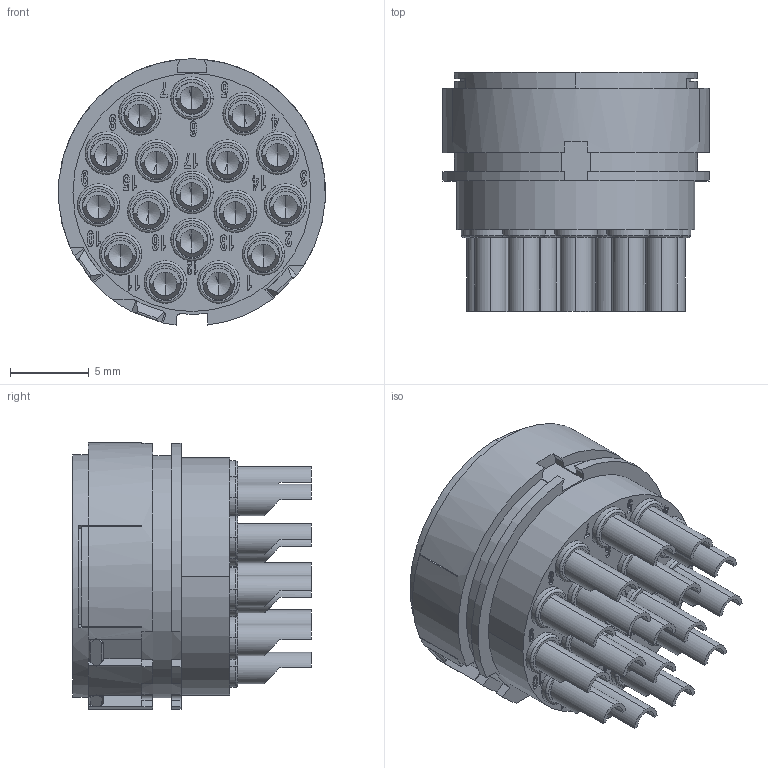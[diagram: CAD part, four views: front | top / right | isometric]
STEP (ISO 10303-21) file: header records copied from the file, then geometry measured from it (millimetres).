
FILE_DESCRIPTION((''),'2;1');
FILE_NAME('HR23-017-MST','2017-07-24T',('tc.chen'),(''),'PRO/ENGINEER BY PARAMETRIC TECHNOLOGY CORPORATION, 2012480','PRO/ENGINEER BY PARAMETRIC TECHNOLOGY CORPORATION, 2012480','');
FILE_SCHEMA(('AUTOMOTIVE_DESIGN { 1 0 10303 214 1 1 1 1 }'));
Length unit declared in the file: millimetre
Products named in the file (1): HR23-017-MST
Bounding box: 16.96 x 15.2 x 16.94 mm (x, y, z)
Volume: 1840.6 mm3; surface area: 4899.5 mm2
Topology: 1 solids, 1 shells, 1958 faces, 5619 edges, 3679 vertices
Faces by surface type: plane 846, extrusion 496, cylinder 370, cone 153, torus 93
Entity records: 67147 total; most frequent: CARTESIAN_POINT 17288, ORIENTED_EDGE 11102, DIRECTION 9056, EDGE_CURVE 5551, VERTEX_POINT 3679, VECTOR 3348, AXIS2_PLACEMENT_3D 2854, LINE 2852
